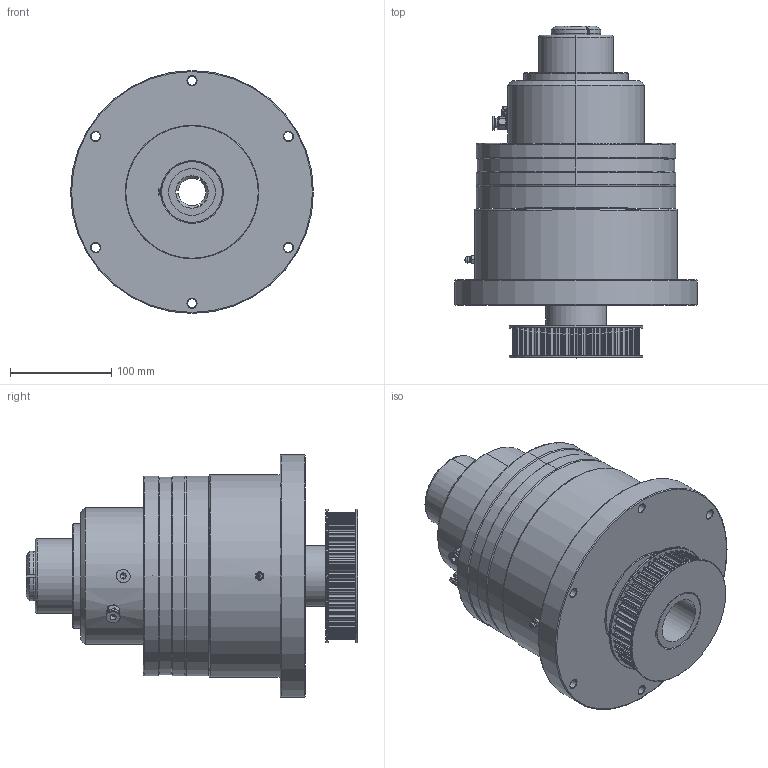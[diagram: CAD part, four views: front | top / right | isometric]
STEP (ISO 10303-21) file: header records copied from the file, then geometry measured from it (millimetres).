
FILE_DESCRIPTION (( 'STEP AP214' ), '1' );
FILE_NAME ('DRS-45Y+GAL-32.STEP', '2024-07-17T02:51:08', ( '' ), ( '' ), 'SwSTEP 2.0', 'SolidWorks 2023', '' );
FILE_SCHEMA (( 'AUTOMOTIVE_DESIGN' ));
Length unit declared in the file: millimetre
Products named in the file (11): DRS-45Y  第二螺帽; DRS-45Y 法兰（GAL-32）_示意; DRS-45Y  第一螺帽; GAL-32+YB-32; DRS-45Y  主轴座_示意; DRS-45Y+GAL-32; M6 加油嘴; YB-32; DRS-45Y_示意; 8M-50Y-=N60; GAL-32
Assembly tree (10 placements, depth 3):
  DRS-45Y+GAL-32
    DRS-45Y_示意
      DRS-45Y  主轴座_示意
      DRS-45Y  第二螺帽
      DRS-45Y  第一螺帽
      M6 加油嘴
    DRS-45Y 法兰（GAL-32）_示意
    8M-50Y-=N60
    GAL-32+YB-32
      GAL-32
      YB-32
Bounding box: 240 x 328 x 240 mm (x, y, z)
Volume: 6356861.3 mm3; surface area: 562060.4 mm2
Topology: 10 solids, 10 shells, 960 faces, 2587 edges, 1608 vertices
Faces by surface type: cylinder 495, plane 238, bspline 121, cone 61, sphere 25, torus 20
Full cylindrical faces by diameter (mm): 4.2 x3, 5 x3, 5.5 x1, 6 x2, 6.8 x6, 8 x2, 9 x6, 9.5 x2, 15 x6, 32 x1, 38 x1, 46 x1, 60 x2, 99 x2, 100 x1, 101 x1, 132 x2, 166 x1, 197 x1, 200 x1, 240 x1
Entity records: 72937 total; most frequent: CARTESIAN_POINT 45407, ORIENTED_EDGE 4794, DIRECTION 4779, EDGE_CURVE 2397, AXIS2_PLACEMENT_3D 1900, VERTEX_POINT 1578, EDGE_LOOP 1141, CIRCLE 1046
